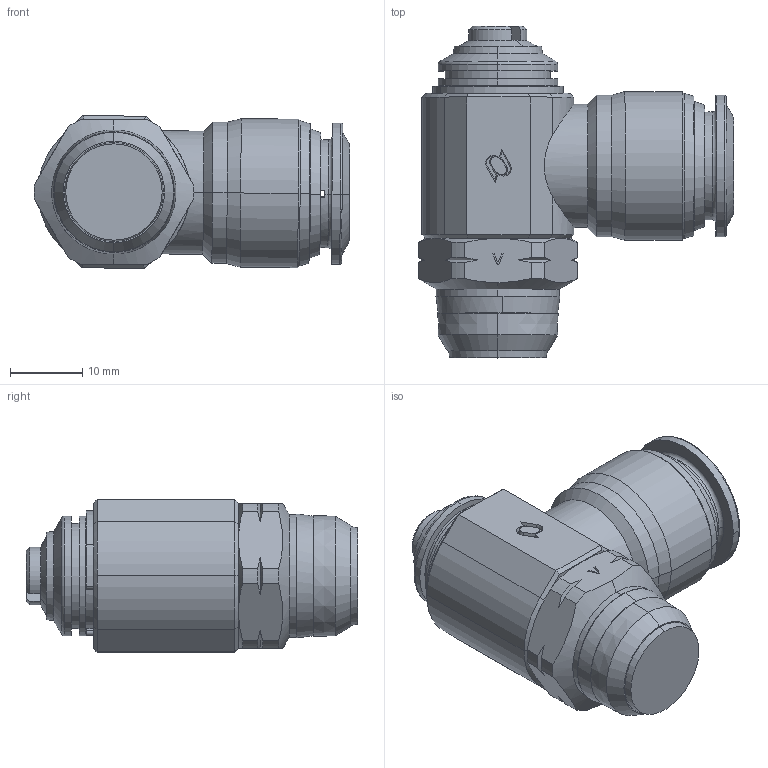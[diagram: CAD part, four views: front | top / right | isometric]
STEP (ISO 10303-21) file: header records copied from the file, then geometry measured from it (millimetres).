
FILE_DESCRIPTION (( 'STEP AP214' ), '1' );
FILE_NAME ('5791000013A.step', '2012-10-22T17:40:40', ( '' ), ( '' ), 'SwSTEP 2.0', 'SolidWorks 2012', '' );
FILE_SCHEMA (( 'AUTOMOTIVE_DESIGN' ));
Length unit declared in the file: millimetre
Products named in the file (1): 5791000013A
Bounding box: 43.55 x 45.81 x 21.07 mm (x, y, z)
Volume: 19150.9 mm3; surface area: 5231 mm2
Topology: 1 solids, 1 shells, 206 faces, 504 edges, 315 vertices
Faces by surface type: plane 80, cone 70, cylinder 48, torus 6, bspline 2
Entity records: 7560 total; most frequent: CARTESIAN_POINT 1380, DIRECTION 1047, ORIENTED_EDGE 1008, EDGE_CURVE 504, AXIS2_PLACEMENT_3D 404, VERTEX_POINT 315, LINE 239, VECTOR 239
